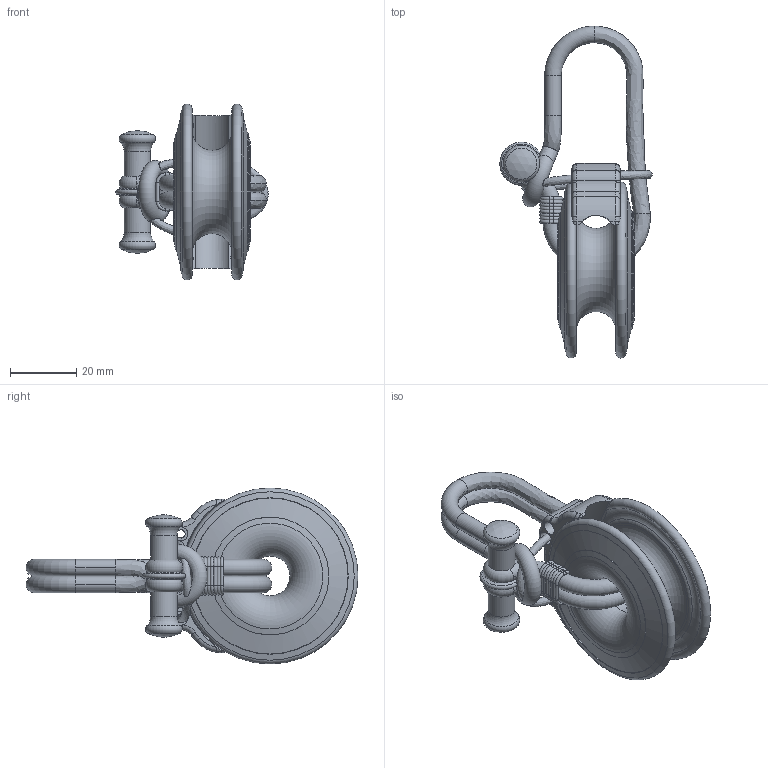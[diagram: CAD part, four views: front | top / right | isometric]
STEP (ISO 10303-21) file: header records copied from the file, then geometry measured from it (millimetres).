
FILE_DESCRIPTION(/* description */ (''),/* implementation_level */ '2;1');
FILE_NAME(/* name */ 'RS53.10.stp',/* time_stamp */ '2020-10-01T14:06:03+02:00',/* author */ ('lucade'),/* organization */ (''),/* preprocessor_version */ 'ST-DEVELOPER v18.1',/* originating_system */ 'Autodesk Inventor 2021',/* authorisation */ '');
FILE_SCHEMA (('AUTOMOTIVE_DESIGN { 1 0 10303 214 3 1 1 }'));
Length unit declared in the file: millimetre
Products named in the file (1): Parte1
Bounding box: 45.88 x 100 x 53 mm (x, y, z)
Volume: 36080.9 mm3; surface area: 20298.5 mm2
Topology: 1 solids, 1 shells, 348 faces, 1012 edges, 562 vertices
Faces by surface type: torus 173, cylinder 111, plane 24, bspline 23, cone 15, sphere 2
Full cylindrical faces by diameter (mm): 1 x3, 2.5 x3, 4.2 x7, 8 x2, 12 x1
Entity records: 17044 total; most frequent: CARTESIAN_POINT 8085, ORIENTED_EDGE 2008, DIRECTION 1869, EDGE_CURVE 1004, AXIS2_PLACEMENT_3D 881, CIRCLE 547, VERTEX_POINT 546, EDGE_LOOP 388
